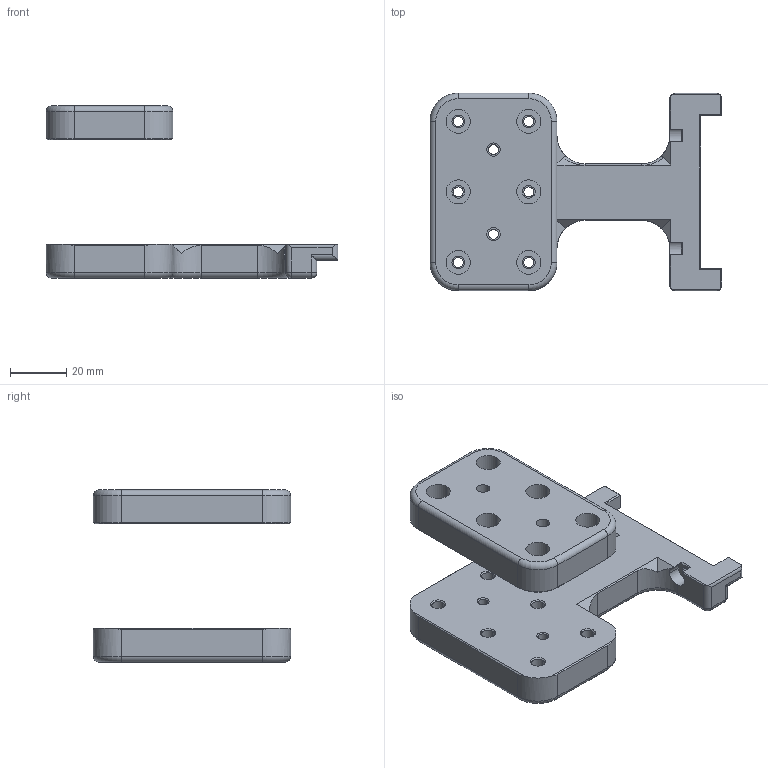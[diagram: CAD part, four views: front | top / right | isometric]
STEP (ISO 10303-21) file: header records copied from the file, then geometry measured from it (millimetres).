
FILE_DESCRIPTION (( 'STEP AP214' ), '1' );
FILE_NAME ('Flisher-Toolchanger-PTFE-Holder-v3.1.STEP', '2024-04-11T02:22:27', ( '' ), ( '' ), 'SwSTEP 2.0', 'SolidWorks 2024', '' );
FILE_SCHEMA (( 'AUTOMOTIVE_DESIGN' ));
Length unit declared in the file: millimetre
Products named in the file (1): Flisher-Toolchanger-PTFE-Holder-v3.1
Bounding box: 103.49 x 70 x 61 mm (x, y, z)
Volume: 85742.7 mm3; surface area: 26315.1 mm2
Topology: 2 solids, 2 shells, 276 faces, 648 edges, 400 vertices
Faces by surface type: cylinder 137, plane 83, cone 36, torus 12, sphere 4, bspline 4
Entity records: 8106 total; most frequent: CARTESIAN_POINT 1579, DIRECTION 1450, ORIENTED_EDGE 1288, EDGE_CURVE 644, AXIS2_PLACEMENT_3D 579, VERTEX_POINT 400, EDGE_LOOP 340, CIRCLE 306
